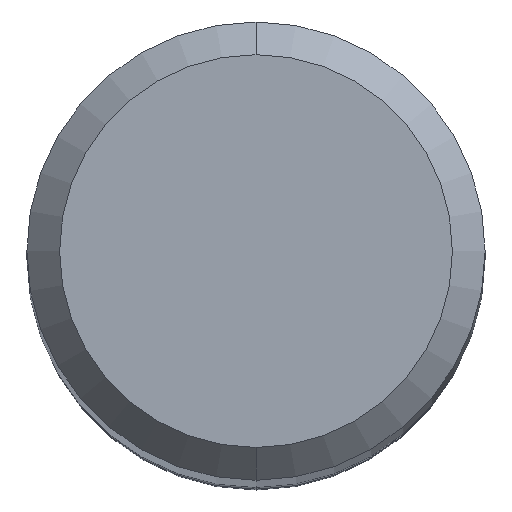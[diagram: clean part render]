
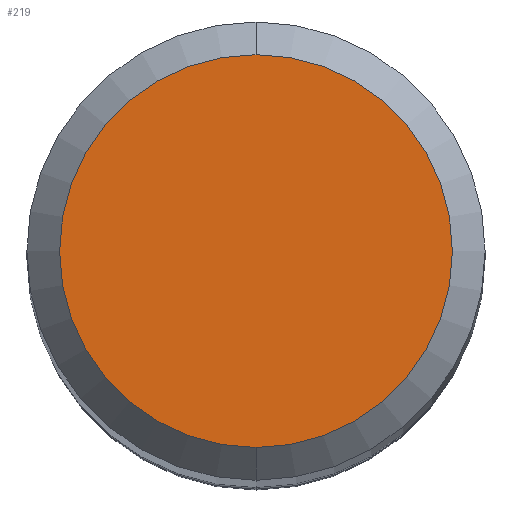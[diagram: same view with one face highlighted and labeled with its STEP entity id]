
A CAD part, top view. The second image highlights one B-rep face of the part: STEP entity #219.
In plain terms, the highlighted planar face has unit normal (0, 0, 1).
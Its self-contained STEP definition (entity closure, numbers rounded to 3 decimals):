
#151=VERTEX_POINT('',#385);
#219=ADVANCED_FACE('',(#466),#467,.T.);
#243=EDGE_CURVE('',#285,#151,#494,.T.);
#267=EDGE_CURVE('',#151,#285,#521,.T.);
#285=VERTEX_POINT('',#539);
#385=CARTESIAN_POINT('',(0.0,1.8,0.0));
#466=FACE_OUTER_BOUND('',#737,.T.);
#467=PLANE('',#738);
#494=CIRCLE('',#776,1.8);
#521=CIRCLE('',#809,1.8);
#539=CARTESIAN_POINT('',(0.,-1.8,0.0));
#737=EDGE_LOOP('',(#1088,#1089));
#738=AXIS2_PLACEMENT_3D('',#1090,#1091,#1092);
#776=AXIS2_PLACEMENT_3D('',#1127,#1128,#1129);
#809=AXIS2_PLACEMENT_3D('',#1156,#1157,#1158);
#1088=ORIENTED_EDGE('',*,*,#267,.F.);
#1089=ORIENTED_EDGE('',*,*,#243,.F.);
#1090=CARTESIAN_POINT('',(0.0,0.9,0.0));
#1091=DIRECTION('',(-0.0,0.0,1.0));
#1092=DIRECTION('',(0.0,-1.0,0.0));
#1127=CARTESIAN_POINT('',(0.0,0.0,0.0));
#1128=DIRECTION('',(0.0,0.0,-1.0));
#1129=DIRECTION('',(0.0,1.0,0.0));
#1156=CARTESIAN_POINT('',(0.0,0.0,0.0));
#1157=DIRECTION('',(0.0,0.0,-1.0));
#1158=DIRECTION('',(0.0,1.0,0.0));
